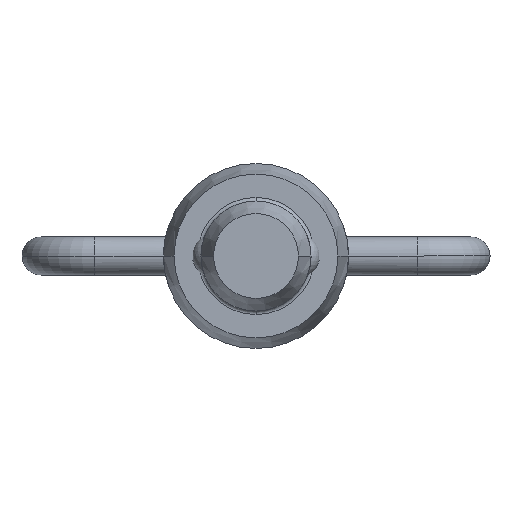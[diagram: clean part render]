
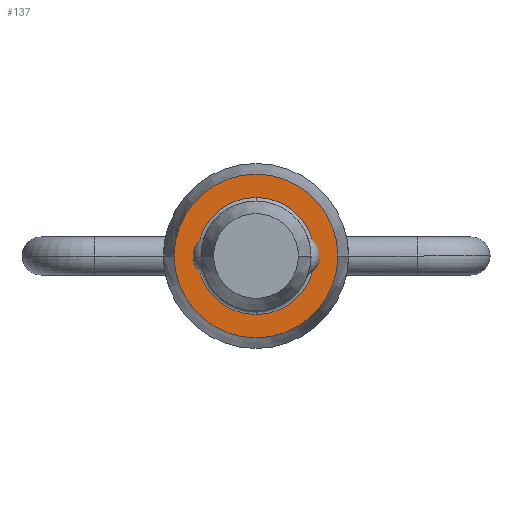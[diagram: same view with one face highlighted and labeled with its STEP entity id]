
A CAD part, front view. The second image highlights one B-rep face of the part: STEP entity #137.
In plain terms, the highlighted planar face has unit normal (0, -1, 0).
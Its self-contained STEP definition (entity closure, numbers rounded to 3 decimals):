
#137=ADVANCED_FACE('',(#274,#275),#276,.T.);
#274=FACE_OUTER_BOUND('',#407,.T.);
#275=FACE_BOUND('',#408,.T.);
#276=PLANE('',#409);
#407=EDGE_LOOP('',(#743,#744));
#408=EDGE_LOOP('',(#745,#746,#747));
#409=AXIS2_PLACEMENT_3D('',#748,#749,#750);
#743=ORIENTED_EDGE('',*,*,#918,.T.);
#744=ORIENTED_EDGE('',*,*,#876,.T.);
#745=ORIENTED_EDGE('',*,*,#895,.T.);
#746=ORIENTED_EDGE('',*,*,#807,.T.);
#747=ORIENTED_EDGE('',*,*,#896,.T.);
#748=CARTESIAN_POINT('',(-4.355,0.0,0.0));
#749=DIRECTION('',(0.,-1.0,0.0));
#750=DIRECTION('',(1.0,0.,0.0));
#807=EDGE_CURVE('',#957,#963,#965,.T.);
#876=EDGE_CURVE('',#1075,#1073,#1076,.T.);
#895=EDGE_CURVE('',#1097,#957,#1098,.T.);
#896=EDGE_CURVE('',#963,#1097,#1099,.T.);
#918=EDGE_CURVE('',#1073,#1075,#1123,.T.);
#957=VERTEX_POINT('',#1164);
#963=VERTEX_POINT('',#1170);
#965=CIRCLE('',#1172,3.375);
#1073=VERTEX_POINT('',#1427);
#1075=VERTEX_POINT('',#1430);
#1076=CIRCLE('',#1431,4.722);
#1097=VERTEX_POINT('',#1481);
#1098=CIRCLE('',#1482,3.375);
#1099=CIRCLE('',#1483,3.375);
#1123=CIRCLE('',#1511,4.722);
#1164=CARTESIAN_POINT('',(0.,0.,3.375));
#1170=CARTESIAN_POINT('',(0.,0.,-3.375));
#1172=AXIS2_PLACEMENT_3D('',#1582,#1583,#1584);
#1427=CARTESIAN_POINT('',(-4.722,0.0,0.0));
#1430=CARTESIAN_POINT('',(4.722,0.,0.));
#1431=AXIS2_PLACEMENT_3D('',#1685,#1686,#1687);
#1481=CARTESIAN_POINT('',(-3.375,0.0,0.0));
#1482=AXIS2_PLACEMENT_3D('',#1712,#1713,#1714);
#1483=AXIS2_PLACEMENT_3D('',#1715,#1716,#1717);
#1511=AXIS2_PLACEMENT_3D('',#1746,#1747,#1748);
#1582=CARTESIAN_POINT('',(0.,0.0,0.0));
#1583=DIRECTION('',(0.,1.0,0.0));
#1584=DIRECTION('',(-1.0,0.,0.0));
#1685=CARTESIAN_POINT('',(0.,0.0,0.));
#1686=DIRECTION('',(0.,-1.0,0.0));
#1687=DIRECTION('',(-1.0,0.,0.0));
#1712=CARTESIAN_POINT('',(0.,0.0,0.0));
#1713=DIRECTION('',(0.,1.0,0.0));
#1714=DIRECTION('',(-1.0,0.,0.0));
#1715=CARTESIAN_POINT('',(0.,0.0,0.0));
#1716=DIRECTION('',(0.,1.0,0.0));
#1717=DIRECTION('',(-1.0,0.,0.0));
#1746=CARTESIAN_POINT('',(0.,0.0,0.));
#1747=DIRECTION('',(0.,-1.0,0.0));
#1748=DIRECTION('',(-1.0,0.,0.0));
